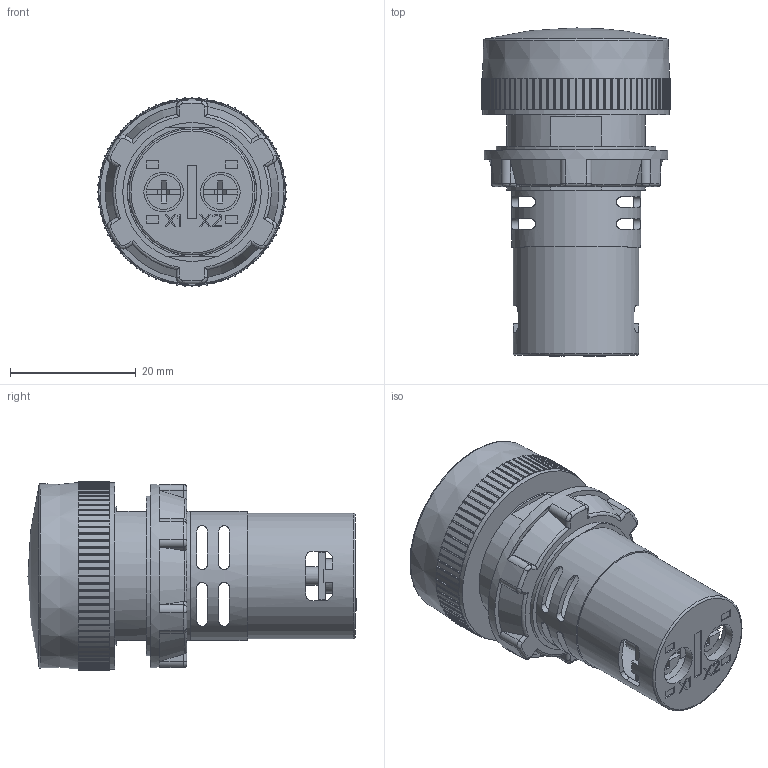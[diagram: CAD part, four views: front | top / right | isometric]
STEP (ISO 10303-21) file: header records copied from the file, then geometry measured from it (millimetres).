
FILE_DESCRIPTION(('STEP AP203'), '1');
FILE_NAME('MT22-SA65', '2024-08-21T09:29:10', (''), (''), 'C3D Converter', 'C3D Toolkit', '');
FILE_SCHEMA(('CONFIG_CONTROL_DESIGN'));
Length unit declared in the file: millimetre
Bounding box: 30 x 52.1 x 30 mm (x, y, z)
Volume: 13053.5 mm3; surface area: 8943.5 mm2
Topology: 3 solids, 3 shells, 708 faces, 1946 edges, 1261 vertices
Faces by surface type: plane 371, cylinder 223, torus 106, cone 7, sphere 1
Full cylindrical faces by diameter (mm): 3 x2, 3.05 x2, 5.5 x2, 6.3 x2, 18.5 x1, 20 x1, 20.5 x1, 22 x1, 25.4 x1, 29.2 x1, 29.6 x1
Entity records: 29169 total; most frequent: CARTESIAN_POINT 12001, ORIENTED_EDGE 3850, DIRECTION 3145, EDGE_CURVE 1925, VERTEX_POINT 1260, AXIS2_PLACEMENT_3D 1091, LINE 963, VECTOR 963
